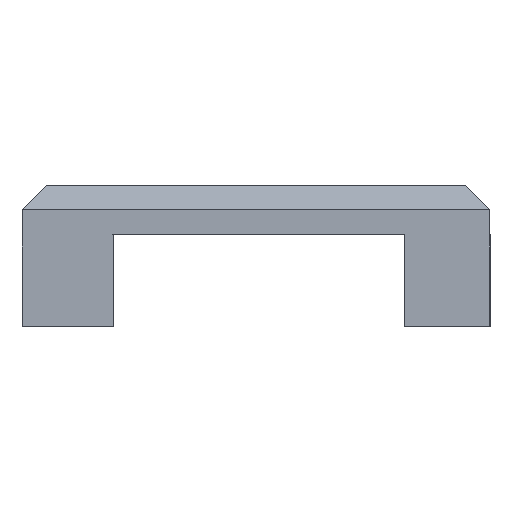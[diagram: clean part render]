
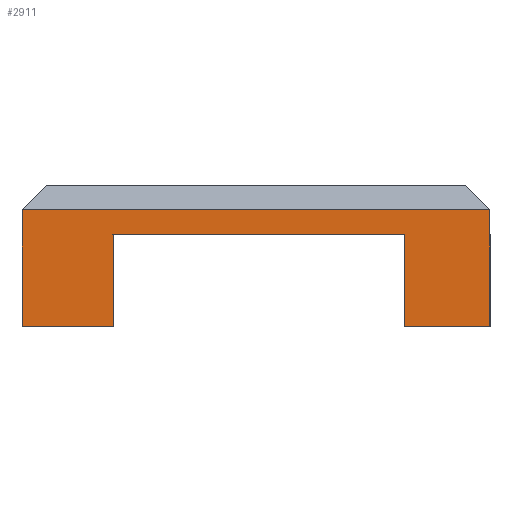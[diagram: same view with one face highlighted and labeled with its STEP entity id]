
A CAD part, front view. The second image highlights one B-rep face of the part: STEP entity #2911.
In plain terms, the highlighted planar face has unit normal (0, -1, 0).
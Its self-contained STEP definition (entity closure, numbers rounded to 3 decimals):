
#126 = PLANE('',#127);
#127 = AXIS2_PLACEMENT_3D('',#128,#129,#130);
#128 = CARTESIAN_POINT('',(9.6,-9.1,-3.5));
#129 = DIRECTION('',(0.,-0.707,0.707));
#130 = DIRECTION('',(-1.,0.,0.));
#952 = VERTEX_POINT('',#953);
#953 = CARTESIAN_POINT('',(9.6,-9.6,-4.));
#988 = PLANE('',#989);
#989 = AXIS2_PLACEMENT_3D('',#990,#991,#992);
#990 = CARTESIAN_POINT('',(9.6,9.6,0.));
#991 = DIRECTION('',(1.,0.,0.));
#992 = DIRECTION('',(0.,-1.,0.));
#1060 = VERTEX_POINT('',#1061);
#1061 = CARTESIAN_POINT('',(-9.6,-9.6,-4.));
#1082 = EDGE_CURVE('',#952,#1060,#1083,.T.);
#1083 = SURFACE_CURVE('',#1084,(#1088,#1095),.PCURVE_S1.);
#1084 = LINE('',#1085,#1086);
#1085 = CARTESIAN_POINT('',(9.6,-9.6,-4.));
#1086 = VECTOR('',#1087,1.);
#1087 = DIRECTION('',(-1.,0.,0.));
#1088 = PCURVE('',#126,#1089);
#1089 = DEFINITIONAL_REPRESENTATION('',(#1090),#1094);
#1090 = LINE('',#1091,#1092);
#1091 = CARTESIAN_POINT('',(0.,0.707));
#1092 = VECTOR('',#1093,1.);
#1093 = DIRECTION('',(1.,0.));
#1094 = ( GEOMETRIC_REPRESENTATION_CONTEXT(2) 
PARAMETRIC_REPRESENTATION_CONTEXT() REPRESENTATION_CONTEXT('2D SPACE',''
  ) );
#1095 = PCURVE('',#1096,#1101);
#1096 = PLANE('',#1097);
#1097 = AXIS2_PLACEMENT_3D('',#1098,#1099,#1100);
#1098 = CARTESIAN_POINT('',(9.6,-9.6,0.));
#1099 = DIRECTION('',(0.,-1.,-0.));
#1100 = DIRECTION('',(-1.,0.,0.));
#1101 = DEFINITIONAL_REPRESENTATION('',(#1102),#1106);
#1102 = LINE('',#1103,#1104);
#1103 = CARTESIAN_POINT('',(0.,4.));
#1104 = VECTOR('',#1105,1.);
#1105 = DIRECTION('',(1.,0.));
#1106 = ( GEOMETRIC_REPRESENTATION_CONTEXT(2) 
PARAMETRIC_REPRESENTATION_CONTEXT() REPRESENTATION_CONTEXT('2D SPACE',''
  ) );
#1128 = PLANE('',#1129);
#1129 = AXIS2_PLACEMENT_3D('',#1130,#1131,#1132);
#1130 = CARTESIAN_POINT('',(-9.6,-9.6,0.));
#1131 = DIRECTION('',(-1.,0.,0.));
#1132 = DIRECTION('',(0.,1.,0.));
#1182 = PLANE('',#1183);
#1183 = AXIS2_PLACEMENT_3D('',#1184,#1185,#1186);
#1184 = CARTESIAN_POINT('',(0.,0.,-5.));
#1185 = DIRECTION('',(0.,0.,1.));
#1186 = DIRECTION('',(1.,0.,0.));
#2520 = EDGE_CURVE('',#952,#2521,#2523,.T.);
#2521 = VERTEX_POINT('',#2522);
#2522 = CARTESIAN_POINT('',(9.6,-9.6,-8.8));
#2523 = SURFACE_CURVE('',#2524,(#2528,#2535),.PCURVE_S1.);
#2524 = LINE('',#2525,#2526);
#2525 = CARTESIAN_POINT('',(9.6,-9.6,0.));
#2526 = VECTOR('',#2527,1.);
#2527 = DIRECTION('',(0.,0.,-1.));
#2528 = PCURVE('',#988,#2529);
#2529 = DEFINITIONAL_REPRESENTATION('',(#2530),#2534);
#2530 = LINE('',#2531,#2532);
#2531 = CARTESIAN_POINT('',(19.2,0.));
#2532 = VECTOR('',#2533,1.);
#2533 = DIRECTION('',(0.,1.));
#2534 = ( GEOMETRIC_REPRESENTATION_CONTEXT(2) 
PARAMETRIC_REPRESENTATION_CONTEXT() REPRESENTATION_CONTEXT('2D SPACE',''
  ) );
#2535 = PCURVE('',#1096,#2536);
#2536 = DEFINITIONAL_REPRESENTATION('',(#2537),#2541);
#2537 = LINE('',#2538,#2539);
#2538 = CARTESIAN_POINT('',(0.,0.));
#2539 = VECTOR('',#2540,1.);
#2540 = DIRECTION('',(0.,1.));
#2541 = ( GEOMETRIC_REPRESENTATION_CONTEXT(2) 
PARAMETRIC_REPRESENTATION_CONTEXT() REPRESENTATION_CONTEXT('2D SPACE',''
  ) );
#2559 = PLANE('',#2560);
#2560 = AXIS2_PLACEMENT_3D('',#2561,#2562,#2563);
#2561 = CARTESIAN_POINT('',(0.,0.,-8.8)
  );
#2562 = DIRECTION('',(0.,0.,-1.));
#2563 = DIRECTION('',(-1.,0.,0.));
#2911 = ADVANCED_FACE('',(#2912),#1096,.T.);
#2912 = FACE_BOUND('',#2913,.T.);
#2913 = EDGE_LOOP('',(#2914,#2937,#2965,#2993,#3016,#3044,#3065,#3066));
#2914 = ORIENTED_EDGE('',*,*,#2915,.T.);
#2915 = EDGE_CURVE('',#1060,#2916,#2918,.T.);
#2916 = VERTEX_POINT('',#2917);
#2917 = CARTESIAN_POINT('',(-9.6,-9.6,-8.8));
#2918 = SURFACE_CURVE('',#2919,(#2923,#2930),.PCURVE_S1.);
#2919 = LINE('',#2920,#2921);
#2920 = CARTESIAN_POINT('',(-9.6,-9.6,0.));
#2921 = VECTOR('',#2922,1.);
#2922 = DIRECTION('',(0.,0.,-1.));
#2923 = PCURVE('',#1096,#2924);
#2924 = DEFINITIONAL_REPRESENTATION('',(#2925),#2929);
#2925 = LINE('',#2926,#2927);
#2926 = CARTESIAN_POINT('',(19.2,0.));
#2927 = VECTOR('',#2928,1.);
#2928 = DIRECTION('',(0.,1.));
#2929 = ( GEOMETRIC_REPRESENTATION_CONTEXT(2) 
PARAMETRIC_REPRESENTATION_CONTEXT() REPRESENTATION_CONTEXT('2D SPACE',''
  ) );
#2930 = PCURVE('',#1128,#2931);
#2931 = DEFINITIONAL_REPRESENTATION('',(#2932),#2936);
#2932 = LINE('',#2933,#2934);
#2933 = CARTESIAN_POINT('',(0.,0.));
#2934 = VECTOR('',#2935,1.);
#2935 = DIRECTION('',(0.,1.));
#2936 = ( GEOMETRIC_REPRESENTATION_CONTEXT(2) 
PARAMETRIC_REPRESENTATION_CONTEXT() REPRESENTATION_CONTEXT('2D SPACE',''
  ) );
#2937 = ORIENTED_EDGE('',*,*,#2938,.F.);
#2938 = EDGE_CURVE('',#2939,#2916,#2941,.T.);
#2939 = VERTEX_POINT('',#2940);
#2940 = CARTESIAN_POINT('',(-5.85,-9.6,-8.8));
#2941 = SURFACE_CURVE('',#2942,(#2946,#2953),.PCURVE_S1.);
#2942 = LINE('',#2943,#2944);
#2943 = CARTESIAN_POINT('',(9.6,-9.6,-8.8));
#2944 = VECTOR('',#2945,1.);
#2945 = DIRECTION('',(-1.,0.,0.));
#2946 = PCURVE('',#1096,#2947);
#2947 = DEFINITIONAL_REPRESENTATION('',(#2948),#2952);
#2948 = LINE('',#2949,#2950);
#2949 = CARTESIAN_POINT('',(0.,8.8));
#2950 = VECTOR('',#2951,1.);
#2951 = DIRECTION('',(1.,0.));
#2952 = ( GEOMETRIC_REPRESENTATION_CONTEXT(2) 
PARAMETRIC_REPRESENTATION_CONTEXT() REPRESENTATION_CONTEXT('2D SPACE',''
  ) );
#2953 = PCURVE('',#2954,#2959);
#2954 = PLANE('',#2955);
#2955 = AXIS2_PLACEMENT_3D('',#2956,#2957,#2958);
#2956 = CARTESIAN_POINT('',(0.,0.,-8.8)
  );
#2957 = DIRECTION('',(0.,0.,-1.));
#2958 = DIRECTION('',(-1.,0.,0.));
#2959 = DEFINITIONAL_REPRESENTATION('',(#2960),#2964);
#2960 = LINE('',#2961,#2962);
#2961 = CARTESIAN_POINT('',(-9.6,-9.6));
#2962 = VECTOR('',#2963,1.);
#2963 = DIRECTION('',(1.,0.));
#2964 = ( GEOMETRIC_REPRESENTATION_CONTEXT(2) 
PARAMETRIC_REPRESENTATION_CONTEXT() REPRESENTATION_CONTEXT('2D SPACE',''
  ) );
#2965 = ORIENTED_EDGE('',*,*,#2966,.T.);
#2966 = EDGE_CURVE('',#2939,#2967,#2969,.T.);
#2967 = VERTEX_POINT('',#2968);
#2968 = CARTESIAN_POINT('',(-5.85,-9.6,-5.));
#2969 = SURFACE_CURVE('',#2970,(#2974,#2981),.PCURVE_S1.);
#2970 = LINE('',#2971,#2972);
#2971 = CARTESIAN_POINT('',(-5.85,-9.6,-4.4));
#2972 = VECTOR('',#2973,1.);
#2973 = DIRECTION('',(0.,0.,1.));
#2974 = PCURVE('',#1096,#2975);
#2975 = DEFINITIONAL_REPRESENTATION('',(#2976),#2980);
#2976 = LINE('',#2977,#2978);
#2977 = CARTESIAN_POINT('',(15.45,4.4));
#2978 = VECTOR('',#2979,1.);
#2979 = DIRECTION('',(0.,-1.));
#2980 = ( GEOMETRIC_REPRESENTATION_CONTEXT(2) 
PARAMETRIC_REPRESENTATION_CONTEXT() REPRESENTATION_CONTEXT('2D SPACE',''
  ) );
#2981 = PCURVE('',#2982,#2987);
#2982 = PLANE('',#2983);
#2983 = AXIS2_PLACEMENT_3D('',#2984,#2985,#2986);
#2984 = CARTESIAN_POINT('',(-6.67,-8.38,-8.8));
#2985 = DIRECTION('',(-0.83,-0.558,
    0.));
#2986 = DIRECTION('',(0.558,-0.83,0.)
  );
#2987 = DEFINITIONAL_REPRESENTATION('',(#2988),#2992);
#2988 = LINE('',#2989,#2990);
#2989 = CARTESIAN_POINT('',(1.47,4.4));
#2990 = VECTOR('',#2991,1.);
#2991 = DIRECTION('',(-0.,1.));
#2992 = ( GEOMETRIC_REPRESENTATION_CONTEXT(2) 
PARAMETRIC_REPRESENTATION_CONTEXT() REPRESENTATION_CONTEXT('2D SPACE',''
  ) );
#2993 = ORIENTED_EDGE('',*,*,#2994,.T.);
#2994 = EDGE_CURVE('',#2967,#2995,#2997,.T.);
#2995 = VERTEX_POINT('',#2996);
#2996 = CARTESIAN_POINT('',(6.09,-9.6,-5.));
#2997 = SURFACE_CURVE('',#2998,(#3002,#3009),.PCURVE_S1.);
#2998 = LINE('',#2999,#3000);
#2999 = CARTESIAN_POINT('',(4.8,-9.6,-5.));
#3000 = VECTOR('',#3001,1.);
#3001 = DIRECTION('',(1.,0.,0.));
#3002 = PCURVE('',#1096,#3003);
#3003 = DEFINITIONAL_REPRESENTATION('',(#3004),#3008);
#3004 = LINE('',#3005,#3006);
#3005 = CARTESIAN_POINT('',(4.8,5.));
#3006 = VECTOR('',#3007,1.);
#3007 = DIRECTION('',(-1.,0.));
#3008 = ( GEOMETRIC_REPRESENTATION_CONTEXT(2) 
PARAMETRIC_REPRESENTATION_CONTEXT() REPRESENTATION_CONTEXT('2D SPACE',''
  ) );
#3009 = PCURVE('',#1182,#3010);
#3010 = DEFINITIONAL_REPRESENTATION('',(#3011),#3015);
#3011 = LINE('',#3012,#3013);
#3012 = CARTESIAN_POINT('',(4.8,-9.6));
#3013 = VECTOR('',#3014,1.);
#3014 = DIRECTION('',(1.,0.));
#3015 = ( GEOMETRIC_REPRESENTATION_CONTEXT(2) 
PARAMETRIC_REPRESENTATION_CONTEXT() REPRESENTATION_CONTEXT('2D SPACE',''
  ) );
#3016 = ORIENTED_EDGE('',*,*,#3017,.T.);
#3017 = EDGE_CURVE('',#2995,#3018,#3020,.T.);
#3018 = VERTEX_POINT('',#3019);
#3019 = CARTESIAN_POINT('',(6.09,-9.6,-8.8));
#3020 = SURFACE_CURVE('',#3021,(#3025,#3032),.PCURVE_S1.);
#3021 = LINE('',#3022,#3023);
#3022 = CARTESIAN_POINT('',(6.09,-9.6,-4.4));
#3023 = VECTOR('',#3024,1.);
#3024 = DIRECTION('',(0.,0.,-1.));
#3025 = PCURVE('',#1096,#3026);
#3026 = DEFINITIONAL_REPRESENTATION('',(#3027),#3031);
#3027 = LINE('',#3028,#3029);
#3028 = CARTESIAN_POINT('',(3.51,4.4));
#3029 = VECTOR('',#3030,1.);
#3030 = DIRECTION('',(0.,1.));
#3031 = ( GEOMETRIC_REPRESENTATION_CONTEXT(2) 
PARAMETRIC_REPRESENTATION_CONTEXT() REPRESENTATION_CONTEXT('2D SPACE',''
  ) );
#3032 = PCURVE('',#3033,#3038);
#3033 = PLANE('',#3034);
#3034 = AXIS2_PLACEMENT_3D('',#3035,#3036,#3037);
#3035 = CARTESIAN_POINT('',(6.09,-9.6,-8.8));
#3036 = DIRECTION('',(1.,0.,0.));
#3037 = DIRECTION('',(0.,1.,0.));
#3038 = DEFINITIONAL_REPRESENTATION('',(#3039),#3043);
#3039 = LINE('',#3040,#3041);
#3040 = CARTESIAN_POINT('',(0.,4.4));
#3041 = VECTOR('',#3042,1.);
#3042 = DIRECTION('',(0.,-1.));
#3043 = ( GEOMETRIC_REPRESENTATION_CONTEXT(2) 
PARAMETRIC_REPRESENTATION_CONTEXT() REPRESENTATION_CONTEXT('2D SPACE',''
  ) );
#3044 = ORIENTED_EDGE('',*,*,#3045,.F.);
#3045 = EDGE_CURVE('',#2521,#3018,#3046,.T.);
#3046 = SURFACE_CURVE('',#3047,(#3051,#3058),.PCURVE_S1.);
#3047 = LINE('',#3048,#3049);
#3048 = CARTESIAN_POINT('',(9.6,-9.6,-8.8));
#3049 = VECTOR('',#3050,1.);
#3050 = DIRECTION('',(-1.,0.,0.));
#3051 = PCURVE('',#1096,#3052);
#3052 = DEFINITIONAL_REPRESENTATION('',(#3053),#3057);
#3053 = LINE('',#3054,#3055);
#3054 = CARTESIAN_POINT('',(0.,8.8));
#3055 = VECTOR('',#3056,1.);
#3056 = DIRECTION('',(1.,0.));
#3057 = ( GEOMETRIC_REPRESENTATION_CONTEXT(2) 
PARAMETRIC_REPRESENTATION_CONTEXT() REPRESENTATION_CONTEXT('2D SPACE',''
  ) );
#3058 = PCURVE('',#2559,#3059);
#3059 = DEFINITIONAL_REPRESENTATION('',(#3060),#3064);
#3060 = LINE('',#3061,#3062);
#3061 = CARTESIAN_POINT('',(-9.6,-9.6));
#3062 = VECTOR('',#3063,1.);
#3063 = DIRECTION('',(1.,0.));
#3064 = ( GEOMETRIC_REPRESENTATION_CONTEXT(2) 
PARAMETRIC_REPRESENTATION_CONTEXT() REPRESENTATION_CONTEXT('2D SPACE',''
  ) );
#3065 = ORIENTED_EDGE('',*,*,#2520,.F.);
#3066 = ORIENTED_EDGE('',*,*,#1082,.T.);
